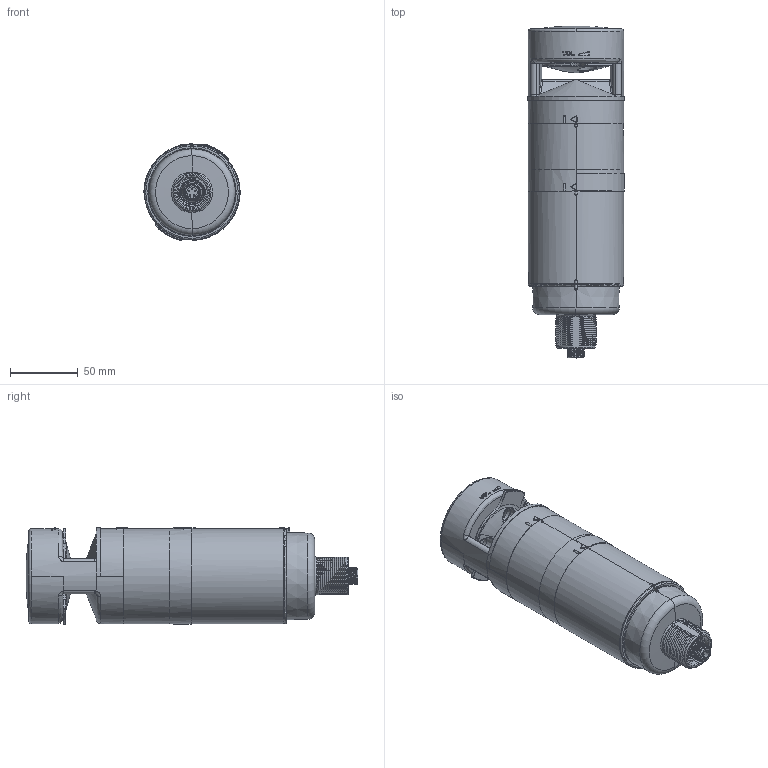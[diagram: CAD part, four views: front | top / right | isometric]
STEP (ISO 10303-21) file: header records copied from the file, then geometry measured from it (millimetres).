
FILE_DESCRIPTION((''),'2;1');
FILE_NAME('191407_ASM','2021-07-16T12:57:06',('PDMAdmin'),('BANNER ENGINEERING'),'CREO PARAMETRIC BY PTC INC, 2019292','CREO PARAMETRIC BY PTC INC, 2019292','');
FILE_SCHEMA(('CONFIG_CONTROL_DESIGN'));
Length unit declared in the file: millimetre
Products named in the file (10): 180077; 190540; 191171; 30498; 183492; 183493; 180306; 180307; 180308; 191407_ASM
Assembly tree (9 placements, depth 2):
  191407_ASM
    180077
    190540
    191171
    30498
    183492
    183493
    180306
    180307
    180308
Bounding box: 71 x 244.21 x 71.25 mm (x, y, z)
Volume: 219153.3 mm3; surface area: 156229.8 mm2
Topology: 9 solids, 11 shells, 2452 faces, 6043 edges, 3652 vertices
Faces by surface type: bspline 725, cylinder 701, plane 474, torus 211, cone 204, sphere 111, extrusion 22, revolution 4
Entity records: 135290 total; most frequent: CARTESIAN_POINT 83053, ORIENTED_EDGE 12062, DIRECTION 9342, EDGE_CURVE 6035, AXIS2_PLACEMENT_3D 3881, VERTEX_POINT 3652, EDGE_LOOP 2567, FACE_OUTER_BOUND 2452
